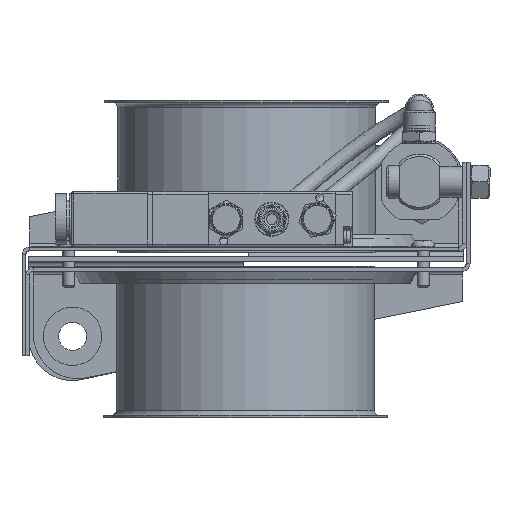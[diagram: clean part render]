
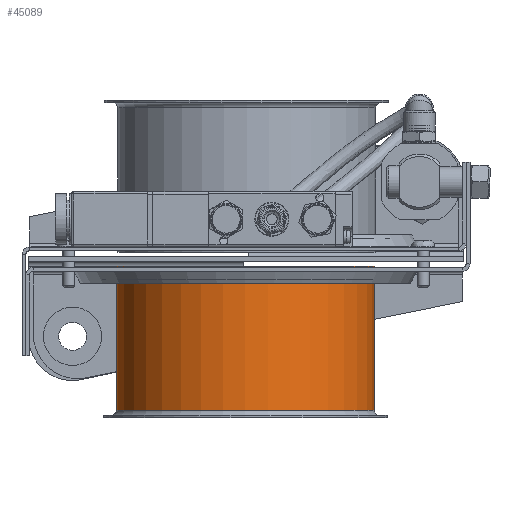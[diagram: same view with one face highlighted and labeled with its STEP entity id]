
A CAD part, front view. The second image highlights one B-rep face of the part: STEP entity #45089.
In plain terms, the highlighted cylindrical face has radius 51 mm (diameter 102 mm), a full revolution.
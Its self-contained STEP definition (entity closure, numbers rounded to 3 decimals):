
#472=CYLINDRICAL_SURFACE('',#47745,51.);
#798=CIRCLE('',#47744,51.);
#799=CIRCLE('',#47746,51.);
#2725=FACE_BOUND('',#8300,.T.);
#5563=FACE_OUTER_BOUND('',#8299,.T.);
#8299=EDGE_LOOP('',(#31231));
#8300=EDGE_LOOP('',(#31232));
#18846=VERTEX_POINT('',#62515);
#18847=VERTEX_POINT('',#62518);
#23665=EDGE_CURVE('',#18846,#18846,#798,.T.);
#23666=EDGE_CURVE('',#18847,#18847,#799,.T.);
#31231=ORIENTED_EDGE('',*,*,#23665,.T.);
#31232=ORIENTED_EDGE('',*,*,#23666,.F.);
#45089=ADVANCED_FACE('',(#5563,#2725),#472,.T.);
#47744=AXIS2_PLACEMENT_3D('',#62516,#51221,#51222);
#47745=AXIS2_PLACEMENT_3D('',#62517,#51223,#51224);
#47746=AXIS2_PLACEMENT_3D('',#62519,#51225,#51226);
#51221=DIRECTION('center_axis',(0.,-1.,0.));
#51222=DIRECTION('ref_axis',(1.,0.,0.));
#51223=DIRECTION('center_axis',(0.,-1.,0.));
#51224=DIRECTION('ref_axis',(1.,0.,0.));
#51225=DIRECTION('center_axis',(0.,-1.,0.));
#51226=DIRECTION('ref_axis',(1.,0.,0.));
#62515=CARTESIAN_POINT('',(51.,57.,0.));
#62516=CARTESIAN_POINT('Origin',(0.,57.,0.));
#62517=CARTESIAN_POINT('Origin',(0.,4.97,
0.));
#62518=CARTESIAN_POINT('',(51.,0.,0.));
#62519=CARTESIAN_POINT('Origin',(0.,0.,
0.));
